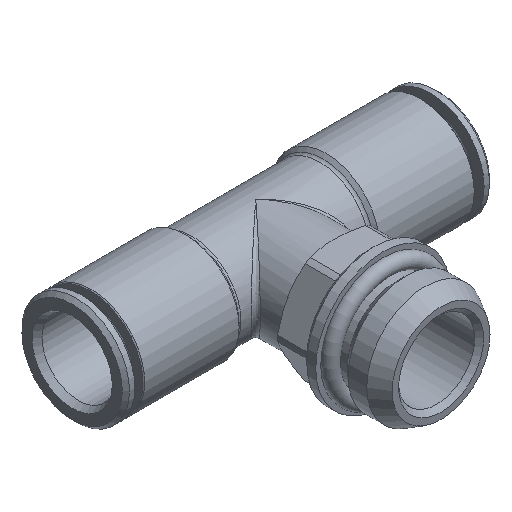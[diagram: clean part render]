
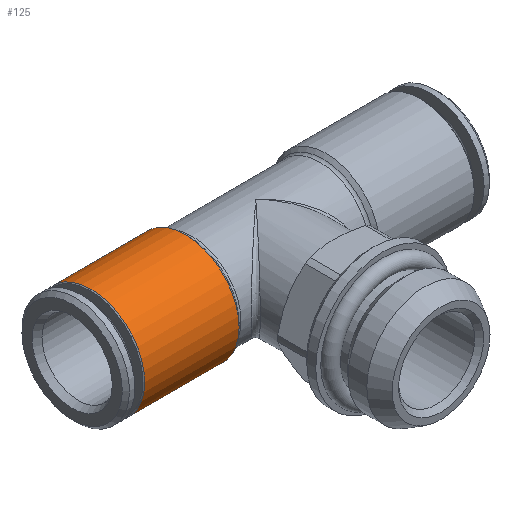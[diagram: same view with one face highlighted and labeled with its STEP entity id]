
A CAD part, isometric view. The second image highlights one B-rep face of the part: STEP entity #125.
In plain terms, the highlighted cylindrical face has radius 6 mm (diameter 12 mm), a full revolution.
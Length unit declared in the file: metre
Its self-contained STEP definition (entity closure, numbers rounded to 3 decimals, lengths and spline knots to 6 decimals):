
#125 = ADVANCED_FACE( 'NONE', ( #304, #305 ), #306, .T. );
#304 = FACE_OUTER_BOUND( '', #560, .T. );
#305 = FACE_OUTER_BOUND( '', #561, .T. );
#306 = CYLINDRICAL_SURFACE( '', #562, 0.006 );
#560 = EDGE_LOOP( '', ( #1031 ) );
#561 = EDGE_LOOP( '', ( #1032 ) );
#562 = AXIS2_PLACEMENT_3D( '', #1033, #1034, #1035 );
#1031 = ORIENTED_EDGE( '', *, *, #1418, .T. );
#1032 = ORIENTED_EDGE( '', *, *, #1386, .F. );
#1033 = CARTESIAN_POINT( '', ( 0., 0., 0. ) );
#1034 = DIRECTION( '', ( -1., 0., 0. ) );
#1035 = DIRECTION( '', ( 0., 0., 1. ) );
#1386 = EDGE_CURVE( 'NONE', #1571, #1571, #1572, .T. );
#1418 = EDGE_CURVE( 'NONE', #1624, #1624, #1625, .T. );
#1571 = VERTEX_POINT( '', #1933 );
#1572 = CIRCLE( '', #1934, 0.006 );
#1624 = VERTEX_POINT( '', #2059 );
#1625 = CIRCLE( '', #2060, 0.006 );
#1933 = CARTESIAN_POINT( '', ( -0.0184, 0., 0.006 ) );
#1934 = AXIS2_PLACEMENT_3D( '', #2335, #2336, #2337 );
#2059 = CARTESIAN_POINT( '', ( -0.007854, 0., 0.006 ) );
#2060 = AXIS2_PLACEMENT_3D( '', #2383, #2384, #2385 );
#2335 = CARTESIAN_POINT( '', ( -0.0184, 0., 0. ) );
#2336 = DIRECTION( '', ( -1., 0., 0. ) );
#2337 = DIRECTION( '', ( 0., 0., 1. ) );
#2383 = CARTESIAN_POINT( '', ( -0.007854, 0., 0. ) );
#2384 = DIRECTION( '', ( -1., 0., 0. ) );
#2385 = DIRECTION( '', ( 0., 0., 1. ) );
